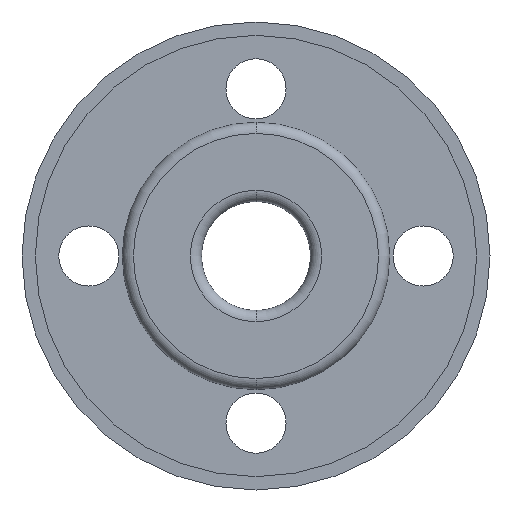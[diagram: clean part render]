
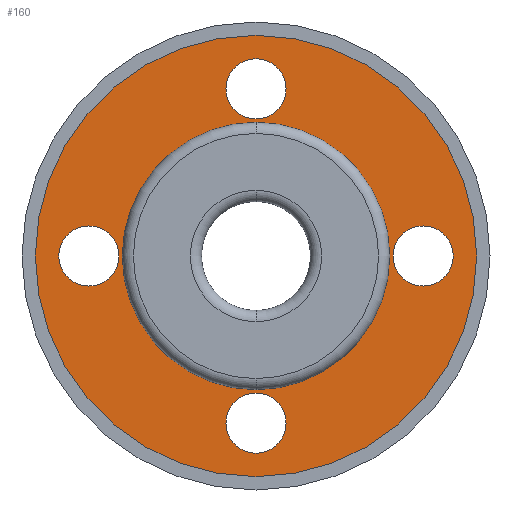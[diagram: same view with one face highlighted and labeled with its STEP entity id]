
A CAD part, front view. The second image highlights one B-rep face of the part: STEP entity #160.
In plain terms, the highlighted planar face has unit normal (0, -1, 0).
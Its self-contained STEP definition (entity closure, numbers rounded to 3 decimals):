
#9 = CARTESIAN_POINT ( 'NONE',  ( 0., 11.5, 0. ) ) ;
#18 = EDGE_CURVE ( 'NONE', #895, #288, #931, .T. ) ;
#20 = DIRECTION ( 'NONE',  ( -1., 0., 0. ) ) ;
#35 = ORIENTED_EDGE ( 'NONE', *, *, #1033, .F. ) ;
#41 = CARTESIAN_POINT ( 'NONE',  ( 0., 11.5, 0. ) ) ;
#51 = DIRECTION ( 'NONE',  ( 0., 0., 1. ) ) ;
#80 = AXIS2_PLACEMENT_3D ( 'NONE', #1210, #1225, #713 ) ;
#99 = CARTESIAN_POINT ( 'NONE',  ( 0., 11.5, 44.25 ) ) ;
#122 = VERTEX_POINT ( 'NONE', #387 ) ;
#150 = VERTEX_POINT ( 'NONE', #1114 ) ;
#160 = ADVANCED_FACE ( 'NONE', ( #813, #180, #795, #1130, #1316, #190 ), #1026, .T. ) ;
#161 = VERTEX_POINT ( 'NONE', #382 ) ;
#180 = FACE_BOUND ( 'NONE', #261, .T. ) ;
#190 = FACE_OUTER_BOUND ( 'NONE', #1182, .T. ) ;
#206 = ORIENTED_EDGE ( 'NONE', *, *, #1044, .F. ) ;
#225 = CARTESIAN_POINT ( 'NONE',  ( 0., 11.5, 30. ) ) ;
#236 = EDGE_LOOP ( 'NONE', ( #1311, #206 ) ) ;
#239 = DIRECTION ( 'NONE',  ( 0., -1., 0. ) ) ;
#243 = VERTEX_POINT ( 'NONE', #441 ) ;
#254 = CARTESIAN_POINT ( 'NONE',  ( 44.25, 11.5, 0. ) ) ;
#261 = EDGE_LOOP ( 'NONE', ( #416, #621 ) ) ;
#263 = DIRECTION ( 'NONE',  ( 0., -1., 0. ) ) ;
#265 = VERTEX_POINT ( 'NONE', #225 ) ;
#273 = EDGE_CURVE ( 'NONE', #150, #122, #582, .T. ) ;
#288 = VERTEX_POINT ( 'NONE', #254 ) ;
#296 = CIRCLE ( 'NONE', #596, 6.75 ) ;
#315 = CIRCLE ( 'NONE', #771, 49.5 ) ;
#320 = CIRCLE ( 'NONE', #627, 49.5 ) ;
#322 = EDGE_LOOP ( 'NONE', ( #634, #1076 ) ) ;
#327 = CARTESIAN_POINT ( 'NONE',  ( 0., 11.5, 0. ) ) ;
#343 = AXIS2_PLACEMENT_3D ( 'NONE', #367, #1084, #958 ) ;
#356 = DIRECTION ( 'NONE',  ( 0., 0., 1. ) ) ;
#367 = CARTESIAN_POINT ( 'NONE',  ( 37.5, 11.5, 0. ) ) ;
#382 = CARTESIAN_POINT ( 'NONE',  ( 0., 11.5, -49.5 ) ) ;
#387 = CARTESIAN_POINT ( 'NONE',  ( -30.75, 11.5, 0. ) ) ;
#402 = DIRECTION ( 'NONE',  ( 0., 0., 1. ) ) ;
#409 = CARTESIAN_POINT ( 'NONE',  ( 30.75, 11.5, 0. ) ) ;
#412 = AXIS2_PLACEMENT_3D ( 'NONE', #884, #781, #1188 ) ;
#416 = ORIENTED_EDGE ( 'NONE', *, *, #528, .F. ) ;
#433 = DIRECTION ( 'NONE',  ( 0., 1., 0. ) ) ;
#440 = EDGE_CURVE ( 'NONE', #1065, #1271, #474, .T. ) ;
#441 = CARTESIAN_POINT ( 'NONE',  ( 0., 11.5, -30. ) ) ;
#446 = EDGE_CURVE ( 'NONE', #265, #243, #534, .T. ) ;
#474 = CIRCLE ( 'NONE', #1234, 6.75 ) ;
#483 = DIRECTION ( 'NONE',  ( 0., 1., 0. ) ) ;
#494 = CARTESIAN_POINT ( 'NONE',  ( 37.5, 11.5, 0. ) ) ;
#496 = EDGE_CURVE ( 'NONE', #601, #161, #320, .T. ) ;
#514 = EDGE_CURVE ( 'NONE', #243, #265, #1215, .T. ) ;
#528 = EDGE_CURVE ( 'NONE', #1271, #1065, #1267, .T. ) ;
#534 = CIRCLE ( 'NONE', #1036, 30. ) ;
#547 = VERTEX_POINT ( 'NONE', #1249 ) ;
#581 = CARTESIAN_POINT ( 'NONE',  ( 0., 11.5, 37.5 ) ) ;
#582 = CIRCLE ( 'NONE', #608, 6.75 ) ;
#587 = CIRCLE ( 'NONE', #412, 6.75 ) ;
#596 = AXIS2_PLACEMENT_3D ( 'NONE', #1193, #263, #679 ) ;
#601 = VERTEX_POINT ( 'NONE', #922 ) ;
#608 = AXIS2_PLACEMENT_3D ( 'NONE', #955, #1066, #20 ) ;
#611 = ORIENTED_EDGE ( 'NONE', *, *, #496, .F. ) ;
#621 = ORIENTED_EDGE ( 'NONE', *, *, #440, .F. ) ;
#627 = AXIS2_PLACEMENT_3D ( 'NONE', #1319, #433, #753 ) ;
#634 = ORIENTED_EDGE ( 'NONE', *, *, #822, .F. ) ;
#639 = CARTESIAN_POINT ( 'NONE',  ( 0., 11.5, -37.5 ) ) ;
#660 = AXIS2_PLACEMENT_3D ( 'NONE', #639, #1270, #941 ) ;
#675 = VERTEX_POINT ( 'NONE', #1288 ) ;
#679 = DIRECTION ( 'NONE',  ( 0., 0., -1. ) ) ;
#683 = EDGE_LOOP ( 'NONE', ( #797, #811 ) ) ;
#713 = DIRECTION ( 'NONE',  ( 0., 0., -1. ) ) ;
#749 = CARTESIAN_POINT ( 'NONE',  ( 0., 11.5, 30.75 ) ) ;
#750 = EDGE_CURVE ( 'NONE', #122, #150, #587, .T. ) ;
#753 = DIRECTION ( 'NONE',  ( 0., 0., 1. ) ) ;
#759 = CIRCLE ( 'NONE', #1106, 6.75 ) ;
#771 = AXIS2_PLACEMENT_3D ( 'NONE', #327, #1257, #356 ) ;
#781 = DIRECTION ( 'NONE',  ( 0., -1., 0. ) ) ;
#795 = FACE_BOUND ( 'NONE', #322, .T. ) ;
#797 = ORIENTED_EDGE ( 'NONE', *, *, #446, .T. ) ;
#799 = DIRECTION ( 'NONE',  ( 0., -1., 0. ) ) ;
#811 = ORIENTED_EDGE ( 'NONE', *, *, #514, .T. ) ;
#813 = FACE_BOUND ( 'NONE', #1220, .T. ) ;
#822 = EDGE_CURVE ( 'NONE', #288, #895, #759, .T. ) ;
#884 = CARTESIAN_POINT ( 'NONE',  ( -37.5, 11.5, 0. ) ) ;
#895 = VERTEX_POINT ( 'NONE', #409 ) ;
#903 = ORIENTED_EDGE ( 'NONE', *, *, #750, .F. ) ;
#915 = CARTESIAN_POINT ( 'NONE',  ( 0., 11.5, 37.5 ) ) ;
#922 = CARTESIAN_POINT ( 'NONE',  ( 0., 11.5, 49.5 ) ) ;
#931 = CIRCLE ( 'NONE', #343, 6.75 ) ;
#941 = DIRECTION ( 'NONE',  ( 0., 0., -1. ) ) ;
#942 = ORIENTED_EDGE ( 'NONE', *, *, #273, .F. ) ;
#955 = CARTESIAN_POINT ( 'NONE',  ( -37.5, 11.5, 0. ) ) ;
#958 = DIRECTION ( 'NONE',  ( 1., 0., 0. ) ) ;
#992 = AXIS2_PLACEMENT_3D ( 'NONE', #9, #1046, #1024 ) ;
#1024 = DIRECTION ( 'NONE',  ( 0., 0., 1. ) ) ;
#1026 = PLANE ( 'NONE',  #80 ) ;
#1033 = EDGE_CURVE ( 'NONE', #161, #601, #315, .T. ) ;
#1036 = AXIS2_PLACEMENT_3D ( 'NONE', #41, #483, #51 ) ;
#1044 = EDGE_CURVE ( 'NONE', #675, #547, #1138, .T. ) ;
#1046 = DIRECTION ( 'NONE',  ( 0., 1., 0. ) ) ;
#1065 = VERTEX_POINT ( 'NONE', #749 ) ;
#1066 = DIRECTION ( 'NONE',  ( 0., -1., 0. ) ) ;
#1076 = ORIENTED_EDGE ( 'NONE', *, *, #18, .F. ) ;
#1084 = DIRECTION ( 'NONE',  ( 0., -1., 0. ) ) ;
#1106 = AXIS2_PLACEMENT_3D ( 'NONE', #494, #1211, #1304 ) ;
#1114 = CARTESIAN_POINT ( 'NONE',  ( -44.25, 11.5, 0. ) ) ;
#1130 = FACE_BOUND ( 'NONE', #236, .T. ) ;
#1138 = CIRCLE ( 'NONE', #660, 6.75 ) ;
#1182 = EDGE_LOOP ( 'NONE', ( #611, #35 ) ) ;
#1188 = DIRECTION ( 'NONE',  ( -1., 0., 0. ) ) ;
#1192 = DIRECTION ( 'NONE',  ( 0., 0., 1. ) ) ;
#1193 = CARTESIAN_POINT ( 'NONE',  ( 0., 11.5, -37.5 ) ) ;
#1210 = CARTESIAN_POINT ( 'NONE',  ( 0., 11.5, 0. ) ) ;
#1211 = DIRECTION ( 'NONE',  ( 0., -1., 0. ) ) ;
#1215 = CIRCLE ( 'NONE', #992, 30. ) ;
#1220 = EDGE_LOOP ( 'NONE', ( #942, #903 ) ) ;
#1225 = DIRECTION ( 'NONE',  ( 0., -1., 0. ) ) ;
#1234 = AXIS2_PLACEMENT_3D ( 'NONE', #581, #799, #1192 ) ;
#1249 = CARTESIAN_POINT ( 'NONE',  ( 0., 11.5, -44.25 ) ) ;
#1255 = EDGE_CURVE ( 'NONE', #547, #675, #296, .T. ) ;
#1257 = DIRECTION ( 'NONE',  ( 0., 1., 0. ) ) ;
#1267 = CIRCLE ( 'NONE', #1333, 6.75 ) ;
#1270 = DIRECTION ( 'NONE',  ( 0., -1., 0. ) ) ;
#1271 = VERTEX_POINT ( 'NONE', #99 ) ;
#1288 = CARTESIAN_POINT ( 'NONE',  ( 0., 11.5, -30.75 ) ) ;
#1304 = DIRECTION ( 'NONE',  ( 1., 0., 0. ) ) ;
#1311 = ORIENTED_EDGE ( 'NONE', *, *, #1255, .F. ) ;
#1316 = FACE_BOUND ( 'NONE', #683, .T. ) ;
#1319 = CARTESIAN_POINT ( 'NONE',  ( 0., 11.5, 0. ) ) ;
#1333 = AXIS2_PLACEMENT_3D ( 'NONE', #915, #239, #402 ) ;
